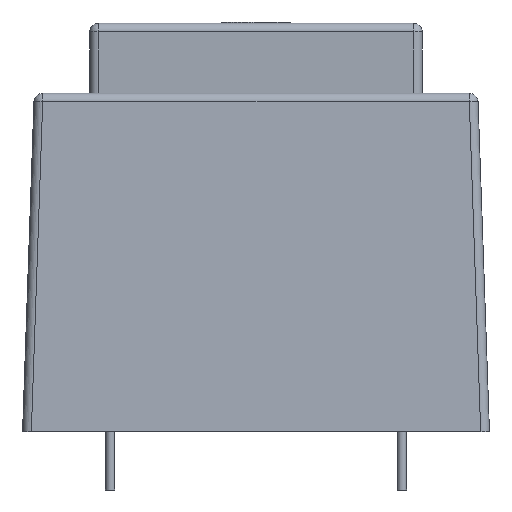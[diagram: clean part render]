
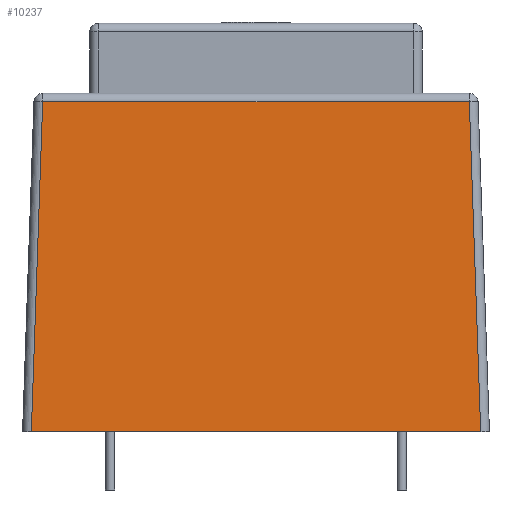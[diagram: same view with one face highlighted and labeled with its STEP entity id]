
A CAD part, left-side view. The second image highlights one B-rep face of the part: STEP entity #10237.
In plain terms, the highlighted planar face has unit normal (-0.999, 0, 0.035).
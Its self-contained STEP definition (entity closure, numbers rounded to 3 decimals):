
#1001=FACE_OUTER_BOUND('',#1601,.T.);
#1601=EDGE_LOOP('',(#6890,#6891,#6892,#6893));
#2234=LINE('',#13319,#3224);
#2237=LINE('',#13326,#3227);
#2242=LINE('',#13340,#3232);
#2245=LINE('',#13345,#3235);
#3224=VECTOR('',#11439,10.);
#3227=VECTOR('',#11446,10.);
#3232=VECTOR('',#11461,10.);
#3235=VECTOR('',#11468,10.);
#4201=VERTEX_POINT('',#13280);
#4207=VERTEX_POINT('',#13294);
#4214=VERTEX_POINT('',#13322);
#4219=VERTEX_POINT('',#13338);
#5271=EDGE_CURVE('',#4201,#4207,#2234,.T.);
#5275=EDGE_CURVE('',#4207,#4214,#2237,.T.);
#5282=EDGE_CURVE('',#4219,#4201,#2242,.T.);
#5285=EDGE_CURVE('',#4214,#4219,#2245,.T.);
#6890=ORIENTED_EDGE('',*,*,#5275,.F.);
#6891=ORIENTED_EDGE('',*,*,#5271,.F.);
#6892=ORIENTED_EDGE('',*,*,#5282,.F.);
#6893=ORIENTED_EDGE('',*,*,#5285,.F.);
#9917=PLANE('',#10907);
#10237=ADVANCED_FACE('',(#1001),#9917,.T.);
#10907=AXIS2_PLACEMENT_3D('',#13344,#11466,#11467);
#11439=DIRECTION('',(0.,-1.,0.));
#11446=DIRECTION('',(-0.034,-0.034,-0.999));
#11461=DIRECTION('',(0.034,-0.034,0.999));
#11466=DIRECTION('center_axis',(-0.999,0.,
0.034));
#11467=DIRECTION('ref_axis',(-0.034,0.,-0.999));
#11468=DIRECTION('',(0.,1.,0.));
#13280=CARTESIAN_POINT('',(-22.025,18.275,28.276));
#13294=CARTESIAN_POINT('',(-22.025,-18.275,28.276));
#13319=CARTESIAN_POINT('',(-22.025,-9.5,28.276));
#13322=CARTESIAN_POINT('',(-23.,-19.25,0.));
#13326=CARTESIAN_POINT('',(-21.975,-18.225,29.731));
#13338=CARTESIAN_POINT('',(-23.,19.25,0.));
#13340=CARTESIAN_POINT('',(-21.978,18.229,29.628));
#13344=CARTESIAN_POINT('Origin',(-22.,-19.,29.));
#13345=CARTESIAN_POINT('',(-23.,-20.,0.));
